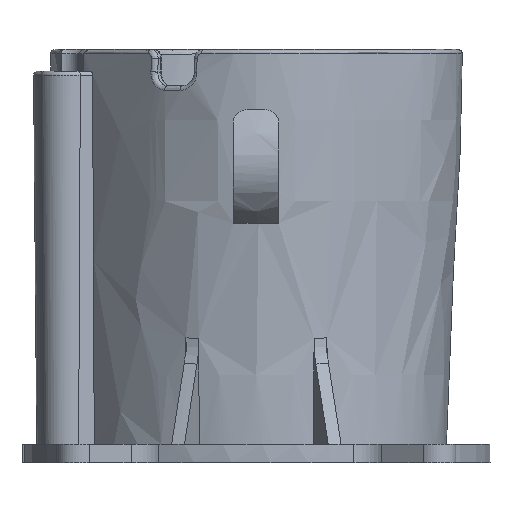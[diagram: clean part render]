
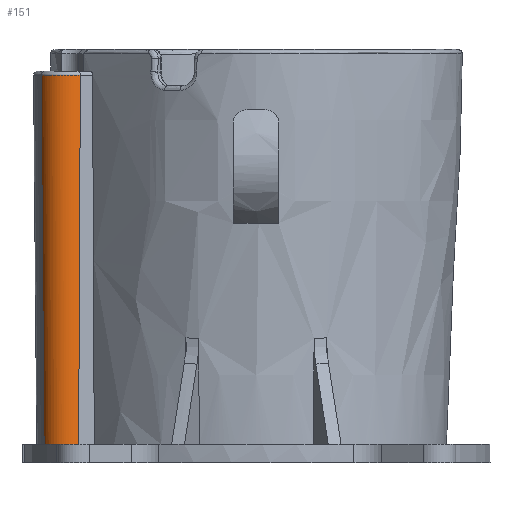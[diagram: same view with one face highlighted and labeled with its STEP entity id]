
A CAD part, left-side view. The second image highlights one B-rep face of the part: STEP entity #151.
In plain terms, the highlighted free-form (B-spline) face has degree [2, 1] with [7, 2] control points.
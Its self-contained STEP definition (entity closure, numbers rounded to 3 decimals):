
#151=ADVANCED_FACE('',(#425),#4558,.T.);
#425=FACE_OUTER_BOUND('',#699,.T.);
#699=EDGE_LOOP('',(#1430,#1431,#1432,#1433));
#1430=ORIENTED_EDGE('',*,*,#3093,.T.);
#1431=ORIENTED_EDGE('',*,*,#2696,.T.);
#1432=ORIENTED_EDGE('',*,*,#2625,.F.);
#1433=ORIENTED_EDGE('',*,*,#2695,.T.);
#2625=EDGE_CURVE('',#4044,#4045,#3277,.T.);
#2695=EDGE_CURVE('',#4044,#4085,#3329,.T.);
#2696=EDGE_CURVE('',#4086,#4045,#3330,.T.);
#3093=EDGE_CURVE('',#4085,#4086,#3488,.T.);
#3277=(
BOUNDED_CURVE()
B_SPLINE_CURVE(3,(#26420,#26421,#26422,#26423,#26424,#26425,#26426,#26427),
 .UNSPECIFIED.,.F.,.F.)
B_SPLINE_CURVE_WITH_KNOTS((4,1,1,1,1,4),(0.,1.686,
3.381,4.74,6.367,8.687),
 .UNSPECIFIED.)
CURVE()
GEOMETRIC_REPRESENTATION_ITEM()
RATIONAL_B_SPLINE_CURVE((1.,1.,1.,1.,1.,1.,1.,1.))
REPRESENTATION_ITEM('')
);
#3329=(
BOUNDED_CURVE()
B_SPLINE_CURVE(1,(#28031,#28032),.UNSPECIFIED.,.F.,.F.)
B_SPLINE_CURVE_WITH_KNOTS((2,2),(5.709,87.035),
 .UNSPECIFIED.)
CURVE()
GEOMETRIC_REPRESENTATION_ITEM()
RATIONAL_B_SPLINE_CURVE((1.,1.))
REPRESENTATION_ITEM('')
);
#3330=(
BOUNDED_CURVE()
B_SPLINE_CURVE(1,(#28033,#28034),.UNSPECIFIED.,.F.,.F.)
B_SPLINE_CURVE_WITH_KNOTS((2,2),(-87.094,-6.976),
 .UNSPECIFIED.)
CURVE()
GEOMETRIC_REPRESENTATION_ITEM()
RATIONAL_B_SPLINE_CURVE((1.,1.))
REPRESENTATION_ITEM('')
);
#3488=(
BOUNDED_CURVE()
B_SPLINE_CURVE(2,(#30661,#30662,#30663,#30664,#30665,#30666,#30667),
 .UNSPECIFIED.,.F.,.F.)
B_SPLINE_CURVE_WITH_KNOTS((3,2,2,3),(-34.031,-31.562,
-27.969,-27.431),.UNSPECIFIED.)
CURVE()
GEOMETRIC_REPRESENTATION_ITEM()
RATIONAL_B_SPLINE_CURVE((1.,0.924,1.,0.924,1.,0.998,
1.))
REPRESENTATION_ITEM('')
);
#4044=VERTEX_POINT('',#23777);
#4045=VERTEX_POINT('',#23778);
#4085=VERTEX_POINT('',#23818);
#4086=VERTEX_POINT('',#23819);
#4558=(
BOUNDED_SURFACE()
B_SPLINE_SURFACE(2,1,((#14403,#14404),(#14405,#14406),(#14407,#14408),(#14409,
#14410),(#14411,#14412),(#14413,#14414),(#14415,#14416)),.UNSPECIFIED.,
 .F.,.F.,.F.)
B_SPLINE_SURFACE_WITH_KNOTS((3,2,2,3),(2,2),(27.431,27.969,
31.562,34.031),(4.8,91.035),
 .UNSPECIFIED.)
GEOMETRIC_REPRESENTATION_ITEM()
RATIONAL_B_SPLINE_SURFACE(((0.981,0.981),(0.989,
0.989),(1.,1.),(0.924,0.924),(1.,1.),
(0.924,0.924),(1.,1.)))
REPRESENTATION_ITEM('')
SURFACE()
);
#14403=CARTESIAN_POINT('',(-24.31,38.776,104.231));
#14404=CARTESIAN_POINT('',(-23.666,39.165,18.));
#14405=CARTESIAN_POINT('',(-24.492,39.077,104.231));
#14406=CARTESIAN_POINT('',(-23.826,39.428,18.));
#14407=CARTESIAN_POINT('',(-24.638,39.396,104.231));
#14408=CARTESIAN_POINT('',(-23.953,39.709,18.));
#14409=CARTESIAN_POINT('',(-25.679,41.68,104.231));
#14410=CARTESIAN_POINT('',(-24.865,41.708,18.));
#14411=CARTESIAN_POINT('',(-24.8,44.03,104.231));
#14412=CARTESIAN_POINT('',(-24.095,43.767,18.));
#14413=CARTESIAN_POINT('',(-23.921,46.381,104.231));
#14414=CARTESIAN_POINT('',(-23.326,45.825,18.));
#14415=CARTESIAN_POINT('',(-21.638,47.422,104.231));
#14416=CARTESIAN_POINT('',(-21.326,46.737,18.));
#23777=CARTESIAN_POINT('',(-21.635,47.414,103.322));
#23778=CARTESIAN_POINT('',(-24.304,38.78,103.324));
#23818=CARTESIAN_POINT('',(-21.34,46.769,22.));
#23819=CARTESIAN_POINT('',(-23.696,39.147,22.));
#26420=CARTESIAN_POINT('',(-21.635,47.414,103.322));
#26421=CARTESIAN_POINT('',(-22.236,47.141,103.322));
#26422=CARTESIAN_POINT('',(-23.35,46.392,103.322));
#26423=CARTESIAN_POINT('',(-24.49,44.896,103.322));
#26424=CARTESIAN_POINT('',(-25.132,43.162,103.323));
#26425=CARTESIAN_POINT('',(-25.269,41.063,103.323));
#26426=CARTESIAN_POINT('',(-24.775,39.557,103.323));
#26427=CARTESIAN_POINT('',(-24.304,38.78,103.324));
#28031=CARTESIAN_POINT('',(-21.635,47.414,103.322));
#28032=CARTESIAN_POINT('',(-21.34,46.769,22.));
#28033=CARTESIAN_POINT('',(-23.696,39.147,22.));
#28034=CARTESIAN_POINT('',(-24.304,38.78,103.324));
#30661=CARTESIAN_POINT('',(-21.34,46.769,22.));
#30662=CARTESIAN_POINT('',(-23.353,45.851,22.));
#30663=CARTESIAN_POINT('',(-24.128,43.779,22.));
#30664=CARTESIAN_POINT('',(-24.902,41.707,22.));
#30665=CARTESIAN_POINT('',(-23.985,39.694,22.));
#30666=CARTESIAN_POINT('',(-23.857,39.412,22.));
#30667=CARTESIAN_POINT('',(-23.696,39.147,22.));
